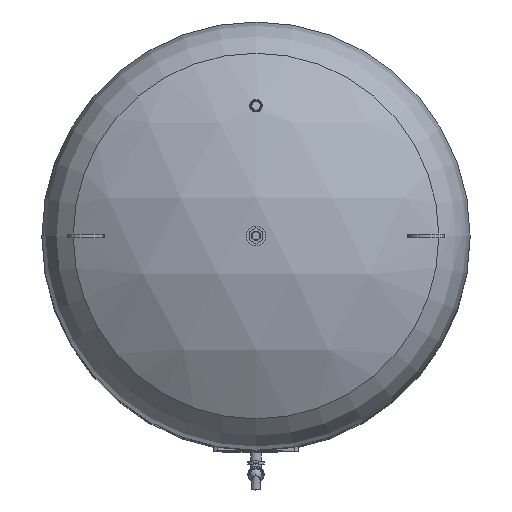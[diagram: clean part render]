
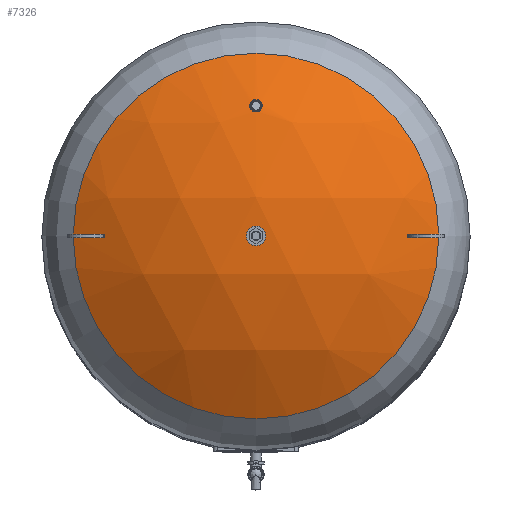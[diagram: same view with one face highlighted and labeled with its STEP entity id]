
A CAD part, top view. The second image highlights one B-rep face of the part: STEP entity #7326.
In plain terms, the highlighted spherical face has radius 594 mm.
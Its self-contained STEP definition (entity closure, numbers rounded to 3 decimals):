
#42=SPHERICAL_SURFACE($,#8007,594.);
#60=B_SPLINE_CURVE_WITH_KNOTS($,3,(#11942,#11943,#11944,#11945,#11946,#11947,
#11948,#11949,#11950,#11951,#11952,#11953,#11954,#11955,#11956,#11957,#11958,
#11959,#11960,#11961,#11962,#11963,#11964,#11965,#11966,#11967,#11968,#11969,
#11970,#11971,#11972,#11973,#11974,#11975,#11976,#11977,#11978,#11979,#11980,
#11981,#11982,#11983,#11984,#11985,#11986,#11987,#11988,#11989,#11990,#11991,
#11992,#11993,#11994,#11995,#11996,#11997,#11998,#11999,#12000,#12001,#12002,
#12003,#12004,#12005,#12006,#12007),.UNSPECIFIED.,.T.,.F.,(4,2,2,2,2,2,
2,2,2,2,2,2,2,2,2,2,2,2,2,2,2,2,2,2,2,2,2,2,2,2,2,2,4),(0.,1.998,
3.997,5.995,7.993,10.171,12.349,
14.526,16.704,18.88,21.056,23.231,
25.407,27.405,29.403,31.401,33.4,
35.398,37.396,39.394,41.392,43.568,
45.743,47.919,50.095,52.273,54.45,
56.628,58.806,60.804,62.802,64.801,
66.799),.UNSPECIFIED.);
#1355=FACE_BOUND($,#2314,.T.);
#1823=FACE_OUTER_BOUND($,#2313,.T.);
#2313=EDGE_LOOP($,(#5804));
#2314=EDGE_LOOP($,(#5805));
#2862=CIRCLE($,#8008,315.931);
#3430=VERTEX_POINT($,#11941);
#3433=VERTEX_POINT($,#12016);
#4285=EDGE_CURVE($,#3430,#3430,#60,.T.);
#4288=EDGE_CURVE($,#3433,#3433,#2862,.T.);
#5804=ORIENTED_EDGE($,*,*,#4288,.F.);
#5805=ORIENTED_EDGE($,*,*,#4285,.T.);
#7326=ADVANCED_FACE($,(#1823,#1355),#42,.T.);
#8007=AXIS2_PLACEMENT_3D($,#12015,#9553,#9554);
#8008=AXIS2_PLACEMENT_3D($,#12017,#9555,#9556);
#9553=DIRECTION('center_axis',(0.,1.,0.));
#9554=DIRECTION('ref_axis',(-1.,0.,0.));
#9555=DIRECTION('center_axis',(0.,0.,
-1.));
#9556=DIRECTION('ref_axis',(1.,0.,0.));
#11941=CARTESIAN_POINT('',(0.,235.65,2098.257));
#11942=CARTESIAN_POINT('Ctrl Pts',(0.,235.65,2098.257));
#11943=CARTESIAN_POINT('Ctrl Pts',(0.666,235.65,2098.257));
#11944=CARTESIAN_POINT('Ctrl Pts',(1.353,235.586,2098.283));
#11945=CARTESIAN_POINT('Ctrl Pts',(2.715,235.321,2098.392));
#11946=CARTESIAN_POINT('Ctrl Pts',(3.39,235.12,2098.476));
#11947=CARTESIAN_POINT('Ctrl Pts',(4.681,234.591,2098.694));
#11948=CARTESIAN_POINT('Ctrl Pts',(5.298,234.264,2098.829));
#11949=CARTESIAN_POINT('Ctrl Pts',(6.435,233.514,2099.138));
#11950=CARTESIAN_POINT('Ctrl Pts',(6.955,233.091,2099.312));
#11951=CARTESIAN_POINT('Ctrl Pts',(7.915,232.159,2099.695));
#11952=CARTESIAN_POINT('Ctrl Pts',(8.38,231.612,2099.921));
#11953=CARTESIAN_POINT('Ctrl Pts',(9.194,230.423,2100.41));
#11954=CARTESIAN_POINT('Ctrl Pts',(9.543,229.782,2100.673));
#11955=CARTESIAN_POINT('Ctrl Pts',(10.102,228.449,2101.22));
#11956=CARTESIAN_POINT('Ctrl Pts',(10.311,227.757,2101.504));
#11957=CARTESIAN_POINT('Ctrl Pts',(10.585,226.368,2102.074));
#11958=CARTESIAN_POINT('Ctrl Pts',(10.65,225.672,2102.359));
#11959=CARTESIAN_POINT('Ctrl Pts',(10.65,224.329,2102.909));
#11960=CARTESIAN_POINT('Ctrl Pts',(10.586,223.633,2103.193));
#11961=CARTESIAN_POINT('Ctrl Pts',(10.312,222.245,2103.761));
#11962=CARTESIAN_POINT('Ctrl Pts',(10.102,221.552,2104.044));
#11963=CARTESIAN_POINT('Ctrl Pts',(9.544,220.22,2104.587));
#11964=CARTESIAN_POINT('Ctrl Pts',(9.195,219.579,2104.849));
#11965=CARTESIAN_POINT('Ctrl Pts',(8.382,218.39,2105.333));
#11966=CARTESIAN_POINT('Ctrl Pts',(7.917,217.842,2105.556));
#11967=CARTESIAN_POINT('Ctrl Pts',(6.956,216.91,2105.936));
#11968=CARTESIAN_POINT('Ctrl Pts',(6.436,216.487,2106.108));
#11969=CARTESIAN_POINT('Ctrl Pts',(5.298,215.736,2106.413));
#11970=CARTESIAN_POINT('Ctrl Pts',(4.682,215.409,2106.546));
#11971=CARTESIAN_POINT('Ctrl Pts',(3.391,214.88,2106.761));
#11972=CARTESIAN_POINT('Ctrl Pts',(2.715,214.679,2106.843));
#11973=CARTESIAN_POINT('Ctrl Pts',(1.353,214.414,2106.951));
#11974=CARTESIAN_POINT('Ctrl Pts',(0.666,214.35,2106.977));
#11975=CARTESIAN_POINT('Ctrl Pts',(-0.666,214.35,2106.977));
#11976=CARTESIAN_POINT('Ctrl Pts',(-1.353,214.414,2106.951));
#11977=CARTESIAN_POINT('Ctrl Pts',(-2.715,214.679,2106.843));
#11978=CARTESIAN_POINT('Ctrl Pts',(-3.391,214.88,2106.761));
#11979=CARTESIAN_POINT('Ctrl Pts',(-4.682,215.409,2106.546));
#11980=CARTESIAN_POINT('Ctrl Pts',(-5.298,215.736,2106.413));
#11981=CARTESIAN_POINT('Ctrl Pts',(-6.436,216.487,2106.108));
#11982=CARTESIAN_POINT('Ctrl Pts',(-6.956,216.91,2105.936));
#11983=CARTESIAN_POINT('Ctrl Pts',(-7.917,217.842,2105.556));
#11984=CARTESIAN_POINT('Ctrl Pts',(-8.382,218.39,2105.333));
#11985=CARTESIAN_POINT('Ctrl Pts',(-9.195,219.579,2104.849));
#11986=CARTESIAN_POINT('Ctrl Pts',(-9.544,220.22,2104.587));
#11987=CARTESIAN_POINT('Ctrl Pts',(-10.102,221.552,2104.044));
#11988=CARTESIAN_POINT('Ctrl Pts',(-10.312,222.245,2103.761));
#11989=CARTESIAN_POINT('Ctrl Pts',(-10.586,223.633,2103.193));
#11990=CARTESIAN_POINT('Ctrl Pts',(-10.65,224.329,2102.909));
#11991=CARTESIAN_POINT('Ctrl Pts',(-10.65,225.672,2102.359));
#11992=CARTESIAN_POINT('Ctrl Pts',(-10.585,226.368,2102.074));
#11993=CARTESIAN_POINT('Ctrl Pts',(-10.311,227.757,2101.504));
#11994=CARTESIAN_POINT('Ctrl Pts',(-10.102,228.449,2101.22));
#11995=CARTESIAN_POINT('Ctrl Pts',(-9.543,229.782,2100.673));
#11996=CARTESIAN_POINT('Ctrl Pts',(-9.194,230.423,2100.41));
#11997=CARTESIAN_POINT('Ctrl Pts',(-8.38,231.612,2099.921));
#11998=CARTESIAN_POINT('Ctrl Pts',(-7.915,232.159,2099.695));
#11999=CARTESIAN_POINT('Ctrl Pts',(-6.955,233.091,2099.312));
#12000=CARTESIAN_POINT('Ctrl Pts',(-6.435,233.514,2099.138));
#12001=CARTESIAN_POINT('Ctrl Pts',(-5.298,234.264,2098.829));
#12002=CARTESIAN_POINT('Ctrl Pts',(-4.681,234.591,2098.694));
#12003=CARTESIAN_POINT('Ctrl Pts',(-3.39,235.12,2098.476));
#12004=CARTESIAN_POINT('Ctrl Pts',(-2.715,235.321,2098.392));
#12005=CARTESIAN_POINT('Ctrl Pts',(-1.353,235.586,2098.283));
#12006=CARTESIAN_POINT('Ctrl Pts',(-0.666,235.65,2098.257));
#12007=CARTESIAN_POINT('Ctrl Pts',(0.,235.65,2098.257));
#12015=CARTESIAN_POINT('Origin',(0.,0.,
1553.));
#12016=CARTESIAN_POINT('',(315.931,0.,2056.014));
#12017=CARTESIAN_POINT('Origin',(0.,0.,
2056.014));
